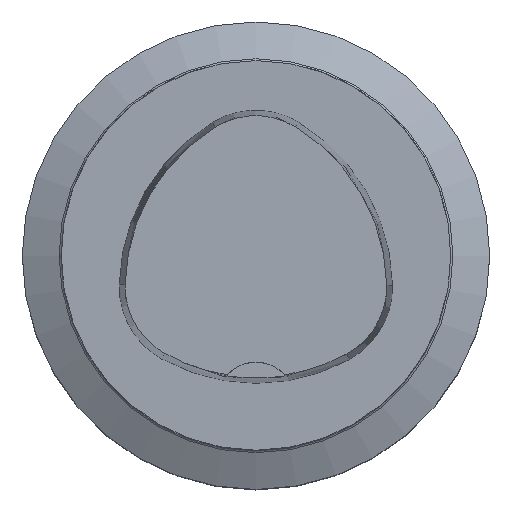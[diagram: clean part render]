
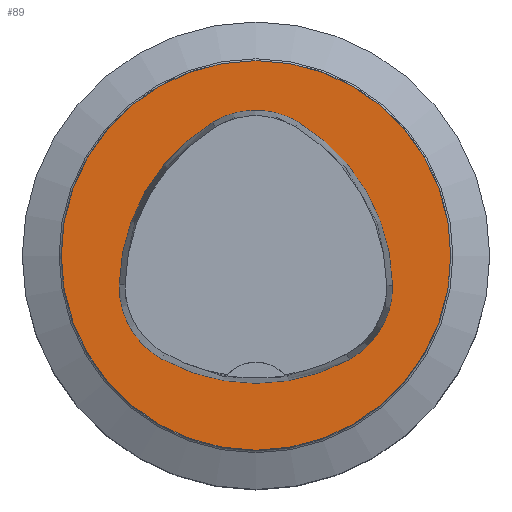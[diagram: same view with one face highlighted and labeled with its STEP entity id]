
A CAD part, top view. The second image highlights one B-rep face of the part: STEP entity #89.
In plain terms, the highlighted planar face has unit normal (0, 0, 1).
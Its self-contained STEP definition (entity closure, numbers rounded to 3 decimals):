
#34=PLANE('',#494);
#89=ADVANCED_FACE('',(#170,#171),#34,.T.);
#170=FACE_BOUND('',#193,.T.);
#171=FACE_BOUND('',#194,.T.);
#193=EDGE_LOOP('',(#272,#273,#274,#275,#276,#277));
#194=EDGE_LOOP('',(#278));
#272=ORIENTED_EDGE('',*,*,#402,.T.);
#273=ORIENTED_EDGE('',*,*,#382,.T.);
#274=ORIENTED_EDGE('',*,*,#386,.T.);
#275=ORIENTED_EDGE('',*,*,#389,.T.);
#276=ORIENTED_EDGE('',*,*,#392,.T.);
#277=ORIENTED_EDGE('',*,*,#400,.T.);
#278=ORIENTED_EDGE('',*,*,#364,.F.);
#326=VERTEX_POINT('',#670);
#344=VERTEX_POINT('',#707);
#345=VERTEX_POINT('',#708);
#348=VERTEX_POINT('',#716);
#350=VERTEX_POINT('',#722);
#352=VERTEX_POINT('',#728);
#359=VERTEX_POINT('',#749);
#364=EDGE_CURVE('',#326,#326,#418,.T.);
#382=EDGE_CURVE('',#344,#345,#420,.T.);
#386=EDGE_CURVE('',#345,#348,#422,.T.);
#389=EDGE_CURVE('',#348,#350,#424,.T.);
#392=EDGE_CURVE('',#350,#352,#426,.T.);
#400=EDGE_CURVE('',#352,#359,#430,.T.);
#402=EDGE_CURVE('',#359,#344,#432,.T.);
#418=CIRCLE('',#461,20.);
#420=CIRCLE('',#472,20.);
#422=CIRCLE('',#475,8.5);
#424=CIRCLE('',#478,20.);
#426=CIRCLE('',#481,8.5);
#430=CIRCLE('',#486,20.);
#432=CIRCLE('',#489,8.5);
#461=AXIS2_PLACEMENT_3D('',#669,#527,#528);
#472=AXIS2_PLACEMENT_3D('',#706,#557,#558);
#475=AXIS2_PLACEMENT_3D('',#715,#565,#566);
#478=AXIS2_PLACEMENT_3D('',#721,#572,#573);
#481=AXIS2_PLACEMENT_3D('',#727,#579,#580);
#486=AXIS2_PLACEMENT_3D('',#750,#591,#592);
#489=AXIS2_PLACEMENT_3D('',#753,#597,#598);
#494=AXIS2_PLACEMENT_3D('',#758,#607,#608);
#527=DIRECTION('',(0.,0.,-1.));
#528=DIRECTION('',(-1.,0.,0.));
#557=DIRECTION('',(0.,0.,-1.));
#558=DIRECTION('',(-1.,0.,0.));
#565=DIRECTION('',(0.,0.,-1.));
#566=DIRECTION('',(-1.,0.,0.));
#572=DIRECTION('',(0.,0.,-1.));
#573=DIRECTION('',(-1.,0.,0.));
#579=DIRECTION('',(0.,0.,-1.));
#580=DIRECTION('',(-1.,0.,0.));
#591=DIRECTION('',(0.,0.,-1.));
#592=DIRECTION('',(-1.,0.,0.));
#597=DIRECTION('',(0.,0.,-1.));
#598=DIRECTION('',(-1.,0.,0.));
#607=DIRECTION('',(0.,0.,1.));
#608=DIRECTION('',(1.,0.,0.));
#669=CARTESIAN_POINT('',(0.,0.,0.));
#670=CARTESIAN_POINT('',(-20.,0.,0.));
#706=CARTESIAN_POINT('',(5.955,-3.414,0.));
#707=CARTESIAN_POINT('',(-14.041,-3.042,0.));
#708=CARTESIAN_POINT('',(-4.472,13.653,0.));
#715=CARTESIAN_POINT('',(-0.04,6.4,0.));
#716=CARTESIAN_POINT('',(4.347,13.68,0.));
#721=CARTESIAN_POINT('',(-5.976,-3.45,0.));
#722=CARTESIAN_POINT('',(14.021,-3.075,0.));
#727=CARTESIAN_POINT('',(5.522,-3.235,0.));
#728=CARTESIAN_POINT('',(9.588,-10.699,0.));
#749=CARTESIAN_POINT('',(-9.655,-10.639,0.));
#750=CARTESIAN_POINT('',(0.022,6.864,0.));
#753=CARTESIAN_POINT('',(-5.543,-3.2,0.));
#758=CARTESIAN_POINT('',(0.,0.,0.));
